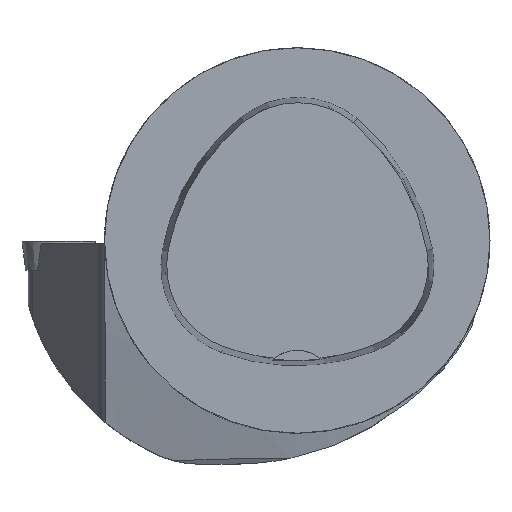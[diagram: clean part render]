
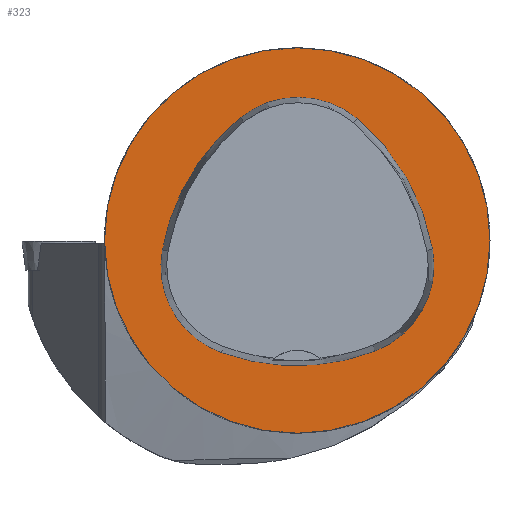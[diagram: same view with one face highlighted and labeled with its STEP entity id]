
A CAD part, top view. The second image highlights one B-rep face of the part: STEP entity #323.
In plain terms, the highlighted planar face has unit normal (0, 0, 1).
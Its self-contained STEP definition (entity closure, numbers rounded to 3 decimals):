
#323=ADVANCED_FACE('',(#407,#408),#363,.T.);
#363=PLANE('',#1133);
#407=FACE_BOUND('',#457,.T.);
#408=FACE_BOUND('',#458,.T.);
#457=EDGE_LOOP('',(#630,#631,#632,#633,#634,#635));
#458=EDGE_LOOP('',(#636));
#630=ORIENTED_EDGE('',*,*,#925,.T.);
#631=ORIENTED_EDGE('',*,*,#905,.T.);
#632=ORIENTED_EDGE('',*,*,#909,.T.);
#633=ORIENTED_EDGE('',*,*,#912,.T.);
#634=ORIENTED_EDGE('',*,*,#915,.T.);
#635=ORIENTED_EDGE('',*,*,#923,.T.);
#636=ORIENTED_EDGE('',*,*,#867,.F.);
#776=VERTEX_POINT('',#1614);
#805=VERTEX_POINT('',#1729);
#806=VERTEX_POINT('',#1730);
#809=VERTEX_POINT('',#1738);
#811=VERTEX_POINT('',#1744);
#813=VERTEX_POINT('',#1750);
#820=VERTEX_POINT('',#1771);
#867=EDGE_CURVE('',#776,#776,#979,.T.);
#905=EDGE_CURVE('',#805,#806,#986,.T.);
#909=EDGE_CURVE('',#806,#809,#988,.T.);
#912=EDGE_CURVE('',#809,#811,#990,.T.);
#915=EDGE_CURVE('',#811,#813,#992,.T.);
#923=EDGE_CURVE('',#813,#820,#996,.T.);
#925=EDGE_CURVE('',#820,#805,#998,.T.);
#979=CIRCLE('',#1086,31.5);
#986=CIRCLE('',#1111,36.);
#988=CIRCLE('',#1114,15.);
#990=CIRCLE('',#1117,36.);
#992=CIRCLE('',#1120,15.);
#996=CIRCLE('',#1125,36.);
#998=CIRCLE('',#1128,15.);
#1086=AXIS2_PLACEMENT_3D('',#1613,#1260,#1261);
#1111=AXIS2_PLACEMENT_3D('',#1728,#1321,#1322);
#1114=AXIS2_PLACEMENT_3D('',#1737,#1329,#1330);
#1117=AXIS2_PLACEMENT_3D('',#1743,#1336,#1337);
#1120=AXIS2_PLACEMENT_3D('',#1749,#1343,#1344);
#1125=AXIS2_PLACEMENT_3D('',#1772,#1355,#1356);
#1128=AXIS2_PLACEMENT_3D('',#1775,#1361,#1362);
#1133=AXIS2_PLACEMENT_3D('',#1780,#1371,#1372);
#1260=DIRECTION('',(0.,0.,-1.));
#1261=DIRECTION('',(-1.,0.,0.));
#1321=DIRECTION('',(0.,0.,-1.));
#1322=DIRECTION('',(-1.,0.,0.));
#1329=DIRECTION('',(0.,0.,-1.));
#1330=DIRECTION('',(-1.,0.,0.));
#1336=DIRECTION('',(0.,0.,-1.));
#1337=DIRECTION('',(-1.,0.,0.));
#1343=DIRECTION('',(0.,0.,-1.));
#1344=DIRECTION('',(-1.,0.,0.));
#1355=DIRECTION('',(0.,0.,-1.));
#1356=DIRECTION('',(-1.,0.,0.));
#1361=DIRECTION('',(0.,0.,-1.));
#1362=DIRECTION('',(-1.,0.,0.));
#1371=DIRECTION('',(0.,0.,1.));
#1372=DIRECTION('',(1.,0.,0.));
#1613=CARTESIAN_POINT('',(0.,0.,0.));
#1614=CARTESIAN_POINT('',(-31.5,0.,0.));
#1728=CARTESIAN_POINT('',(13.398,-7.893,0.));
#1729=CARTESIAN_POINT('',(-22.041,-1.562,0.));
#1730=CARTESIAN_POINT('',(-9.317,20.036,0.));
#1737=CARTESIAN_POINT('',(0.148,8.399,0.));
#1738=CARTESIAN_POINT('',(9.779,19.898,0.));
#1743=CARTESIAN_POINT('',(-13.337,-7.7,0.));
#1744=CARTESIAN_POINT('',(22.122,-1.48,0.));
#1749=CARTESIAN_POINT('',(7.347,-4.071,0.));
#1750=CARTESIAN_POINT('',(12.693,-18.087,0.));
#1771=CARTESIAN_POINT('',(-12.373,-18.307,0.));
#1772=CARTESIAN_POINT('',(-0.137,15.55,0.));
#1775=CARTESIAN_POINT('',(-7.275,-4.2,0.));
#1780=CARTESIAN_POINT('',(0.,0.,0.));
